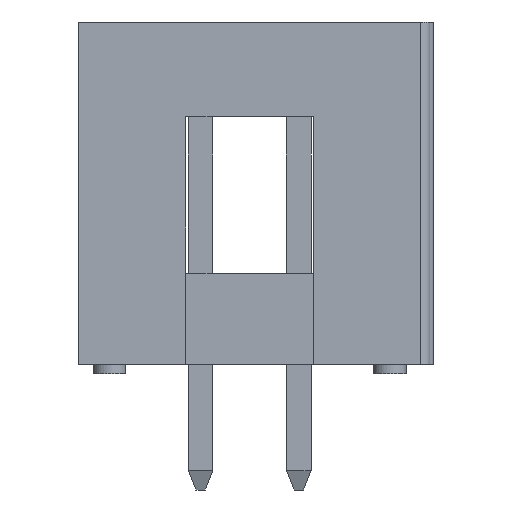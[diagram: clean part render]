
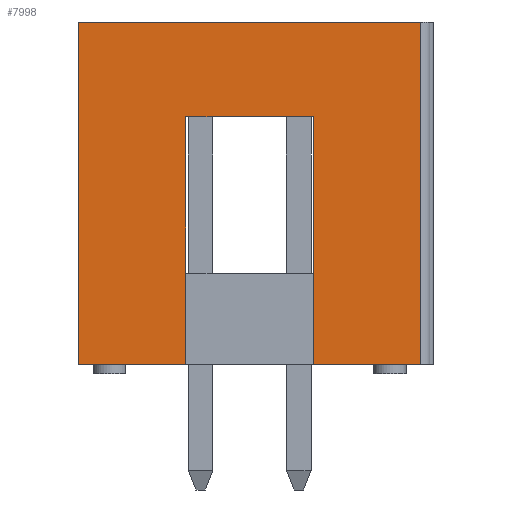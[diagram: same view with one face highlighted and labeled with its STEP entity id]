
A CAD part, front view. The second image highlights one B-rep face of the part: STEP entity #7998.
In plain terms, the highlighted face is planar.
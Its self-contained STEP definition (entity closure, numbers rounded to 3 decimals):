
#87=ORIENTED_EDGE('',*,*,#1633,.T.);
#88=ORIENTED_EDGE('',*,*,#1634,.F.);
#89=ORIENTED_EDGE('',*,*,#1635,.T.);
#90=ORIENTED_EDGE('',*,*,#1636,.T.);
#91=ORIENTED_EDGE('',*,*,#1637,.T.);
#92=ORIENTED_EDGE('',*,*,#1638,.F.);
#93=ORIENTED_EDGE('',*,*,#1639,.F.);
#94=ORIENTED_EDGE('',*,*,#1640,.T.);
#1633=EDGE_CURVE('',#2406,#2407,#2880,.T.);
#1634=EDGE_CURVE('',#2408,#2407,#2881,.T.);
#1635=EDGE_CURVE('',#2408,#2409,#2882,.T.);
#1636=EDGE_CURVE('',#2409,#2410,#2883,.T.);
#1637=EDGE_CURVE('',#2410,#2411,#2884,.T.);
#1638=EDGE_CURVE('',#2412,#2411,#2885,.T.);
#1639=EDGE_CURVE('',#2413,#2412,#2886,.T.);
#1640=EDGE_CURVE('',#2413,#2406,#2887,.T.);
#2406=VERTEX_POINT('',#10274);
#2407=VERTEX_POINT('',#10275);
#2408=VERTEX_POINT('',#10277);
#2409=VERTEX_POINT('',#10279);
#2410=VERTEX_POINT('',#10281);
#2411=VERTEX_POINT('',#10283);
#2412=VERTEX_POINT('',#10285);
#2413=VERTEX_POINT('',#10287);
#2880=LINE('',#10273,#3643);
#2881=LINE('',#10276,#3644);
#2882=LINE('',#10278,#3645);
#2883=LINE('',#10280,#3646);
#2884=LINE('',#10282,#3647);
#2885=LINE('',#10284,#3648);
#2886=LINE('',#10286,#3649);
#2887=LINE('',#10288,#3650);
#3643=VECTOR('',#8763,1000.);
#3644=VECTOR('',#8764,1000.);
#3645=VECTOR('',#8765,1000.);
#3646=VECTOR('',#8766,1000.);
#3647=VECTOR('',#8767,1000.);
#3648=VECTOR('',#8768,1000.);
#3649=VECTOR('',#8769,1000.);
#3650=VECTOR('',#8770,1000.);
#4395=EDGE_LOOP('',(#87,#88,#89,#90,#91,#92,#93,#94));
#4788=FACE_BOUND('',#4395,.T.);
#5181=PLANE('',#8358);
#7998=ADVANCED_FACE('',(#4788),#5181,.T.);
#8358=AXIS2_PLACEMENT_3D('',#10272,#8761,#8762);
#8761=DIRECTION('',(1.,0.,0.));
#8762=DIRECTION('',(0.,0.,-1.));
#8763=DIRECTION('',(0.,1.,0.));
#8764=DIRECTION('',(0.,0.,-1.));
#8765=DIRECTION('',(0.,1.,0.));
#8766=DIRECTION('',(0.,0.,-1.));
#8767=DIRECTION('',(0.,1.,0.));
#8768=DIRECTION('',(0.,0.,-1.));
#8769=DIRECTION('',(0.,1.,0.));
#8770=DIRECTION('',(0.,0.,-1.));
#10272=CARTESIAN_POINT('',(12.72,-4.425,4.425));
#10273=CARTESIAN_POINT('',(12.72,-4.425,-4.425));
#10274=CARTESIAN_POINT('',(12.72,-4.425,-4.425));
#10275=CARTESIAN_POINT('',(12.72,-1.65,-4.425));
#10276=CARTESIAN_POINT('',(12.72,-1.65,1.975));
#10277=CARTESIAN_POINT('',(12.72,-1.65,1.975));
#10278=CARTESIAN_POINT('',(12.72,-1.65,1.975));
#10279=CARTESIAN_POINT('',(12.72,1.65,1.975));
#10280=CARTESIAN_POINT('',(12.72,1.65,1.975));
#10281=CARTESIAN_POINT('',(12.72,1.65,-4.425));
#10282=CARTESIAN_POINT('',(12.72,-4.425,-4.425));
#10283=CARTESIAN_POINT('',(12.72,4.425,-4.425));
#10284=CARTESIAN_POINT('',(12.72,4.425,4.425));
#10285=CARTESIAN_POINT('',(12.72,4.425,4.425));
#10286=CARTESIAN_POINT('',(12.72,-4.425,4.425));
#10287=CARTESIAN_POINT('',(12.72,-4.425,4.425));
#10288=CARTESIAN_POINT('',(12.72,-4.425,4.425));
